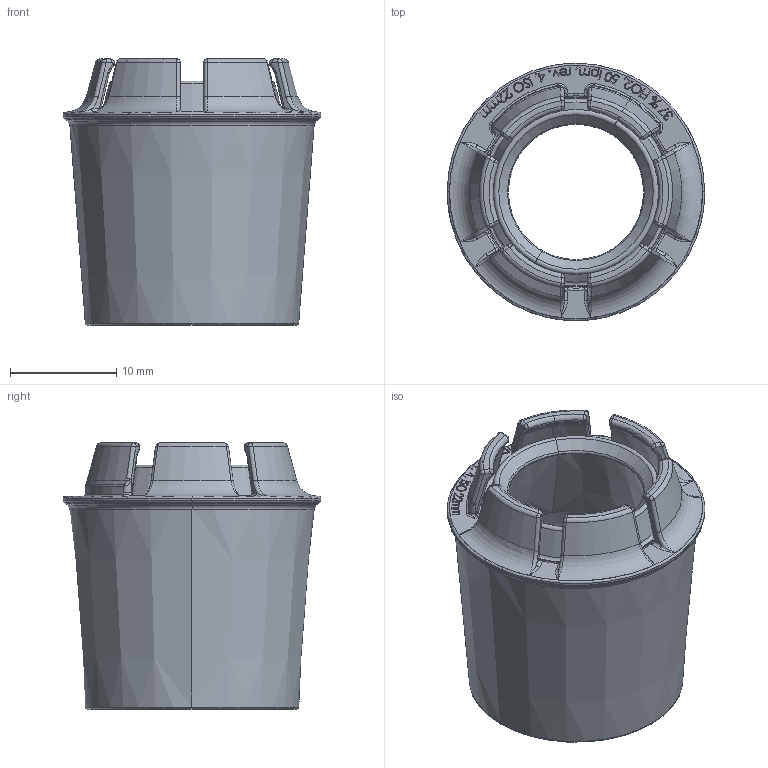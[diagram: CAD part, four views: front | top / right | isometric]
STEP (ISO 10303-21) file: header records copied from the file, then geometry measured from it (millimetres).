
FILE_DESCRIPTION (( 'STEP AP203' ), '1' );
FILE_NAME ('Respirator-free reanimation Venturi''s valve (rev. 4) FiO2-37 ISO 22mm Cap.STEP', '2020-03-24T22:10:06', ( '' ), ( '' ), 'SwSTEP 2.0', 'SolidWorks 2018', '' );
FILE_SCHEMA (( 'CONFIG_CONTROL_DESIGN' ));
Length unit declared in the file: millimetre
Products named in the file (1): Respirator-free reanimation Venturi''s valve (rev. 4) FiO2-37  ISO 22mm Cap
Bounding box: 24.2 x 24.2 x 25 mm (x, y, z)
Volume: 3047.4 mm3; surface area: 3569.1 mm2
Topology: 1 solids, 1 shells, 674 faces, 1699 edges, 1035 vertices
Faces by surface type: bspline 315, plane 198, torus 71, cylinder 57, cone 33
Entity records: 30701 total; most frequent: CARTESIAN_POINT 16875, ORIENTED_EDGE 3342, DIRECTION 2057, EDGE_CURVE 1671, VERTEX_POINT 1035, EDGE_LOOP 712, AXIS2_PLACEMENT_3D 686, VECTOR 685
